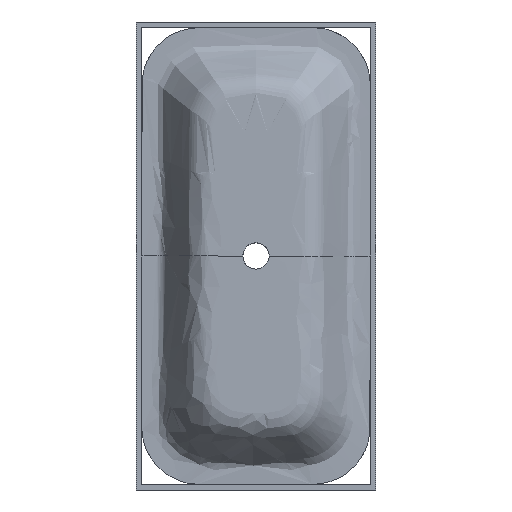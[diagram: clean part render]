
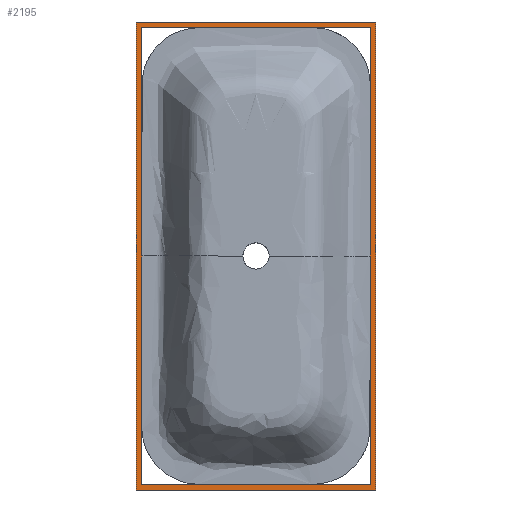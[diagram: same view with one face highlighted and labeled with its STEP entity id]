
A CAD part, front view. The second image highlights one B-rep face of the part: STEP entity #2195.
In plain terms, the highlighted planar face has unit normal (0, -1, 0).
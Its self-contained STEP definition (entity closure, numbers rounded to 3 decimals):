
#1281 = EDGE_CURVE ( 'NONE', #9270, #8004, #9518, .T. ) ;
#2195 = ADVANCED_FACE ( 'NONE', ( #4581, #3587 ), #5502, .F. ) ;
#2432 = VECTOR ( 'NONE', #4361, 1000. ) ;
#2504 = EDGE_CURVE ( 'NONE', #8004, #6009, #2695, .T. ) ;
#2695 = LINE ( 'NONE', #8053, #9606 ) ;
#2710 = ORIENTED_EDGE ( 'NONE', *, *, #7111, .F. ) ;
#2739 = ORIENTED_EDGE ( 'NONE', *, *, #1281, .T. ) ;
#2844 = ORIENTED_EDGE ( 'NONE', *, *, #2504, .T. ) ;
#2872 = LINE ( 'NONE', #4144, #9173 ) ;
#2947 = DIRECTION ( 'NONE',  ( 1., 0., 0. ) ) ;
#2956 = CARTESIAN_POINT ( 'NONE',  ( -200., 110., -400. ) ) ;
#2970 = CARTESIAN_POINT ( 'NONE',  ( 210., 110., -410. ) ) ;
#3048 = EDGE_CURVE ( 'NONE', #9711, #8118, #3160, .T. ) ;
#3093 = DIRECTION ( 'NONE',  ( 0., 0., 1. ) ) ;
#3104 = CARTESIAN_POINT ( 'NONE',  ( 200., 110., 400. ) ) ;
#3160 = LINE ( 'NONE', #3104, #10117 ) ;
#3217 = VECTOR ( 'NONE', #2947, 1000. ) ;
#3364 = ORIENTED_EDGE ( 'NONE', *, *, #3048, .F. ) ;
#3422 = CARTESIAN_POINT ( 'NONE',  ( 200., 110., -400. ) ) ;
#3510 = CARTESIAN_POINT ( 'NONE',  ( -200., 110., 400. ) ) ;
#3587 = FACE_BOUND ( 'NONE', #9805, .T. ) ;
#3837 = CARTESIAN_POINT ( 'NONE',  ( 210., 110., 410. ) ) ;
#3863 = LINE ( 'NONE', #3907, #4107 ) ;
#3867 = DIRECTION ( 'NONE',  ( -1., 0., 0. ) ) ;
#3881 = CARTESIAN_POINT ( 'NONE',  ( -210., 110., -410. ) ) ;
#3892 = DIRECTION ( 'NONE',  ( 1., 0., 0. ) ) ;
#3907 = CARTESIAN_POINT ( 'NONE',  ( -200., 110., 400. ) ) ;
#4104 = DIRECTION ( 'NONE',  ( 0., 0., -1. ) ) ;
#4107 = VECTOR ( 'NONE', #3867, 1000. ) ;
#4144 = CARTESIAN_POINT ( 'NONE',  ( -200., 110., 400. ) ) ;
#4284 = CARTESIAN_POINT ( 'NONE',  ( 200., 110., 400. ) ) ;
#4289 = VECTOR ( 'NONE', #3892, 1000. ) ;
#4293 = CARTESIAN_POINT ( 'NONE',  ( -200., 110., -400. ) ) ;
#4327 = LINE ( 'NONE', #3881, #4289 ) ;
#4339 = LINE ( 'NONE', #2956, #3217 ) ;
#4361 = DIRECTION ( 'NONE',  ( 0., 0., 1. ) ) ;
#4403 = CARTESIAN_POINT ( 'NONE',  ( -210., 110., 410. ) ) ;
#4412 = CARTESIAN_POINT ( 'NONE',  ( 210., 110., 410. ) ) ;
#4581 = FACE_OUTER_BOUND ( 'NONE', #10956, .T. ) ;
#5502 = PLANE ( 'NONE',  #6697 ) ;
#6009 = VERTEX_POINT ( 'NONE', #9858 ) ;
#6447 = VECTOR ( 'NONE', #9990, 1000. ) ;
#6665 = LINE ( 'NONE', #4412, #2432 ) ;
#6697 = AXIS2_PLACEMENT_3D ( 'NONE', #7570, #7600, #7602 ) ;
#6749 = EDGE_CURVE ( 'NONE', #10681, #9270, #6665, .T. ) ;
#6856 = VERTEX_POINT ( 'NONE', #4293 ) ;
#7111 = EDGE_CURVE ( 'NONE', #9466, #6856, #2872, .T. ) ;
#7521 = ORIENTED_EDGE ( 'NONE', *, *, #6749, .T. ) ;
#7570 = CARTESIAN_POINT ( 'NONE',  ( 210., 110., 410. ) ) ;
#7600 = DIRECTION ( 'NONE',  ( 0., 1., 0. ) ) ;
#7602 = DIRECTION ( 'NONE',  ( 0., 0., 1. ) ) ;
#7648 = DIRECTION ( 'NONE',  ( 0., 0., -1. ) ) ;
#7808 = ORIENTED_EDGE ( 'NONE', *, *, #8995, .T. ) ;
#8004 = VERTEX_POINT ( 'NONE', #4403 ) ;
#8053 = CARTESIAN_POINT ( 'NONE',  ( -210., 110., 410. ) ) ;
#8118 = VERTEX_POINT ( 'NONE', #4284 ) ;
#8570 = ORIENTED_EDGE ( 'NONE', *, *, #10426, .F. ) ;
#8768 = EDGE_CURVE ( 'NONE', #8118, #9466, #3863, .T. ) ;
#8995 = EDGE_CURVE ( 'NONE', #6009, #10681, #4327, .T. ) ;
#9153 = CARTESIAN_POINT ( 'NONE',  ( -210., 110., 410. ) ) ;
#9173 = VECTOR ( 'NONE', #4104, 1000. ) ;
#9270 = VERTEX_POINT ( 'NONE', #3837 ) ;
#9466 = VERTEX_POINT ( 'NONE', #3510 ) ;
#9518 = LINE ( 'NONE', #9153, #6447 ) ;
#9606 = VECTOR ( 'NONE', #7648, 1000. ) ;
#9670 = ORIENTED_EDGE ( 'NONE', *, *, #8768, .F. ) ;
#9711 = VERTEX_POINT ( 'NONE', #3422 ) ;
#9805 = EDGE_LOOP ( 'NONE', ( #2710, #9670, #3364, #8570 ) ) ;
#9858 = CARTESIAN_POINT ( 'NONE',  ( -210., 110., -410. ) ) ;
#9990 = DIRECTION ( 'NONE',  ( -1., 0., 0. ) ) ;
#10117 = VECTOR ( 'NONE', #3093, 1000. ) ;
#10426 = EDGE_CURVE ( 'NONE', #6856, #9711, #4339, .T. ) ;
#10681 = VERTEX_POINT ( 'NONE', #2970 ) ;
#10956 = EDGE_LOOP ( 'NONE', ( #2739, #2844, #7808, #7521 ) ) ;
